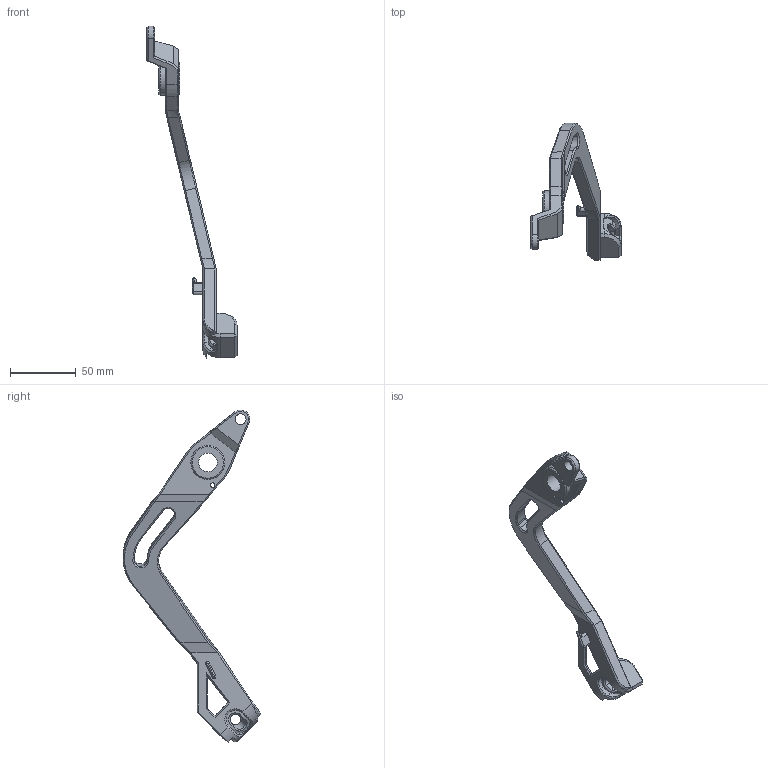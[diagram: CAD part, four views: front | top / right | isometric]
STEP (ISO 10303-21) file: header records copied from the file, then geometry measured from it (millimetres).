
FILE_DESCRIPTION(/* description */ (''),/* implementation_level */ '2;1');
FILE_NAME(/* name */ 'brake-main.stp',/* time_stamp */ '2023-10-12T03:08:44+08:00',/* author */ ('nicx5'),/* organization */ (''),/* preprocessor_version */ 'ST-DEVELOPER v19.2',/* originating_system */ 'Autodesk Inventor 2024',/* authorisation */ '');
FILE_SCHEMA (('AUTOMOTIVE_DESIGN { 1 0 10303 214 3 1 1 }'));
Length unit declared in the file: millimetre
Products named in the file (1): brake-main
Bounding box: 68.75 x 105.01 x 253.19 mm (x, y, z)
Volume: 72855.5 mm3; surface area: 24426.1 mm2
Topology: 1 solids, 1 shells, 223 faces, 538 edges, 317 vertices
Faces by surface type: plane 121, cone 45, cylinder 35, bspline 22
Full cylindrical faces by diameter (mm): 3.5 x1, 8.2 x1, 14.2 x1, 26 x1
Entity records: 6942 total; most frequent: CARTESIAN_POINT 1878, ORIENTED_EDGE 1076, DIRECTION 977, EDGE_CURVE 538, LINE 341, VECTOR 341, AXIS2_PLACEMENT_3D 318, VERTEX_POINT 317
